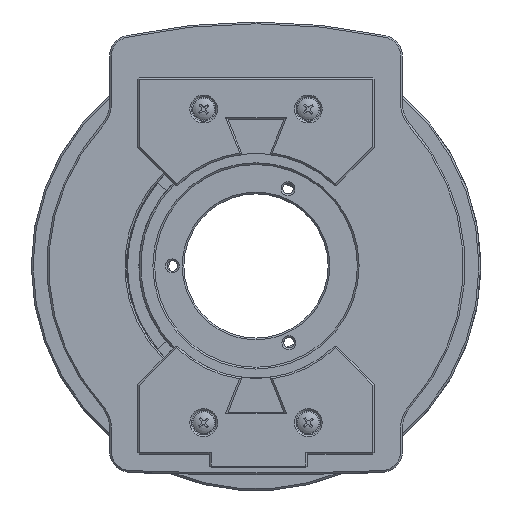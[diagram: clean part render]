
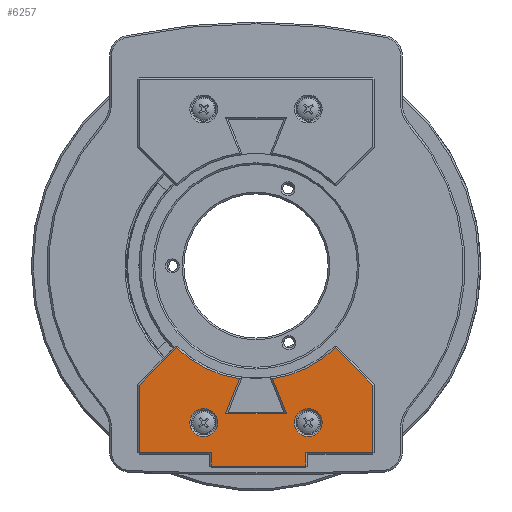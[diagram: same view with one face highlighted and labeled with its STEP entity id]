
A CAD part, top view. The second image highlights one B-rep face of the part: STEP entity #6257.
In plain terms, the highlighted planar face has unit normal (0, 0, 1).
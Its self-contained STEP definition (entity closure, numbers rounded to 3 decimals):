
#328=LINE('',#9678,#752);
#331=LINE('',#9684,#755);
#333=LINE('',#9687,#757);
#335=LINE('',#9690,#759);
#338=LINE('',#9696,#762);
#339=LINE('',#9698,#763);
#342=LINE('',#9718,#766);
#344=LINE('',#9722,#768);
#346=LINE('',#9726,#770);
#348=LINE('',#9737,#772);
#398=LINE('',#9860,#822);
#399=LINE('',#9862,#823);
#752=VECTOR('',#7640,1000.);
#755=VECTOR('',#7645,1000.);
#757=VECTOR('',#7649,1000.);
#759=VECTOR('',#7653,1000.);
#762=VECTOR('',#7658,1000.);
#763=VECTOR('',#7661,1000.);
#766=VECTOR('',#7672,1000.);
#768=VECTOR('',#7676,1000.);
#770=VECTOR('',#7680,1000.);
#772=VECTOR('',#7690,1000.);
#822=VECTOR('',#7812,1000.);
#823=VECTOR('',#7813,1000.);
#1508=ORIENTED_EDGE('',*,*,#3132,.T.);
#1509=ORIENTED_EDGE('',*,*,#3133,.T.);
#1510=ORIENTED_EDGE('',*,*,#3075,.T.);
#1511=ORIENTED_EDGE('',*,*,#3073,.T.);
#1512=ORIENTED_EDGE('',*,*,#3070,.T.);
#1513=ORIENTED_EDGE('',*,*,#3068,.T.);
#1514=ORIENTED_EDGE('',*,*,#3066,.T.);
#1515=ORIENTED_EDGE('',*,*,#3063,.T.);
#1516=ORIENTED_EDGE('',*,*,#3134,.T.);
#1517=ORIENTED_EDGE('',*,*,#3135,.T.);
#1518=ORIENTED_EDGE('',*,*,#3059,.T.);
#1519=ORIENTED_EDGE('',*,*,#3058,.T.);
#1520=ORIENTED_EDGE('',*,*,#3055,.T.);
#1521=ORIENTED_EDGE('',*,*,#3053,.T.);
#1522=ORIENTED_EDGE('',*,*,#3051,.T.);
#1523=ORIENTED_EDGE('',*,*,#3048,.T.);
#3048=EDGE_CURVE('',#3870,#3898,#328,.T.);
#3051=EDGE_CURVE('',#3899,#3870,#331,.T.);
#3053=EDGE_CURVE('',#3867,#3899,#333,.T.);
#3055=EDGE_CURVE('',#3864,#3867,#335,.T.);
#3058=EDGE_CURVE('',#3902,#3864,#338,.T.);
#3059=EDGE_CURVE('',#3903,#3902,#339,.T.);
#3063=EDGE_CURVE('',#3907,#3906,#4441,.T.);
#3066=EDGE_CURVE('',#3908,#3907,#342,.T.);
#3068=EDGE_CURVE('',#3909,#3908,#344,.T.);
#3070=EDGE_CURVE('',#3910,#3909,#346,.T.);
#3073=EDGE_CURVE('',#3874,#3910,#4444,.T.);
#3075=EDGE_CURVE('',#3898,#3874,#348,.T.);
#3132=EDGE_CURVE('',#3942,#3942,#4451,.T.);
#3133=EDGE_CURVE('',#3943,#3943,#4452,.T.);
#3134=EDGE_CURVE('',#3906,#3944,#398,.T.);
#3135=EDGE_CURVE('',#3944,#3903,#399,.T.);
#3864=VERTEX_POINT('',#9566);
#3867=VERTEX_POINT('',#9573);
#3870=VERTEX_POINT('',#9580);
#3874=VERTEX_POINT('',#9590);
#3898=VERTEX_POINT('',#9677);
#3899=VERTEX_POINT('',#9681);
#3902=VERTEX_POINT('',#9694);
#3903=VERTEX_POINT('',#9699);
#3906=VERTEX_POINT('',#9709);
#3907=VERTEX_POINT('',#9711);
#3908=VERTEX_POINT('',#9719);
#3909=VERTEX_POINT('',#9723);
#3910=VERTEX_POINT('',#9727);
#3942=VERTEX_POINT('',#9857);
#3943=VERTEX_POINT('',#9859);
#3944=VERTEX_POINT('',#9861);
#4441=CIRCLE('',#6728,16.375);
#4444=CIRCLE('',#6735,16.375);
#4451=CIRCLE('',#6771,2.);
#4452=CIRCLE('',#6772,2.);
#4876=EDGE_LOOP('',(#1508));
#4877=EDGE_LOOP('',(#1509));
#4878=EDGE_LOOP('',(#1510,#1511,#1512,#1513,#1514,#1515,#1516,#1517,#1518,
#1519,#1520,#1521,#1522,#1523));
#5477=FACE_BOUND('',#4876,.T.);
#5478=FACE_BOUND('',#4877,.T.);
#5479=FACE_BOUND('',#4878,.T.);
#6048=PLANE('',#6770);
#6257=ADVANCED_FACE('',(#5477,#5478,#5479),#6048,.F.);
#6728=AXIS2_PLACEMENT_3D('',#9710,#7666,#7667);
#6735=AXIS2_PLACEMENT_3D('',#9734,#7685,#7686);
#6770=AXIS2_PLACEMENT_3D('',#9855,#7806,#7807);
#6771=AXIS2_PLACEMENT_3D('',#9856,#7808,#7809);
#6772=AXIS2_PLACEMENT_3D('',#9858,#7810,#7811);
#7640=DIRECTION('',(0.,1.,0.));
#7645=DIRECTION('',(1.,0.,0.));
#7649=DIRECTION('',(0.,1.,0.));
#7653=DIRECTION('',(1.,0.,0.));
#7658=DIRECTION('',(0.,-1.,0.));
#7661=DIRECTION('',(1.,0.,0.));
#7666=DIRECTION('',(0.,0.,-1.));
#7667=DIRECTION('',(-1.,0.,0.));
#7672=DIRECTION('',(0.371,0.928,0.));
#7676=DIRECTION('',(-1.,0.,0.));
#7680=DIRECTION('',(0.371,-0.928,0.));
#7685=DIRECTION('',(0.,0.,-1.));
#7686=DIRECTION('',(-1.,0.,0.));
#7690=DIRECTION('',(-0.707,0.707,0.));
#7806=DIRECTION('',(0.,0.,-1.));
#7807=DIRECTION('',(0.,-1.,0.));
#7808=DIRECTION('',(0.,0.,-1.));
#7809=DIRECTION('',(-1.,0.,0.));
#7810=DIRECTION('',(0.,0.,-1.));
#7811=DIRECTION('',(-1.,0.,0.));
#7812=DIRECTION('',(-0.707,-0.707,0.));
#7813=DIRECTION('',(0.,-1.,0.));
#9566=CARTESIAN_POINT('',(-6.454,-28.75,8.9));
#9573=CARTESIAN_POINT('',(7.174,-28.75,8.9));
#9580=CARTESIAN_POINT('',(16.75,-26.75,8.9));
#9590=CARTESIAN_POINT('',(11.401,-11.754,8.9));
#9677=CARTESIAN_POINT('',(16.75,-17.104,8.9));
#9678=CARTESIAN_POINT('',(16.749,100.,8.9));
#9681=CARTESIAN_POINT('',(7.174,-26.75,8.9));
#9684=CARTESIAN_POINT('',(17.,-26.75,8.9));
#9687=CARTESIAN_POINT('',(7.174,100.,8.9));
#9690=CARTESIAN_POINT('',(7.424,-28.75,8.9));
#9694=CARTESIAN_POINT('',(-6.454,-26.75,8.9));
#9696=CARTESIAN_POINT('',(-6.454,-29.,8.9));
#9698=CARTESIAN_POINT('',(-6.704,-26.75,8.9));
#9699=CARTESIAN_POINT('',(-16.75,-26.75,8.9));
#9709=CARTESIAN_POINT('',(-11.401,-11.754,8.9));
#9710=CARTESIAN_POINT('',(0.,0.,8.9));
#9711=CARTESIAN_POINT('',(-2.351,-16.205,8.9));
#9718=CARTESIAN_POINT('',(51.837,119.265,8.9));
#9719=CARTESIAN_POINT('',(-4.369,-21.25,8.9));
#9722=CARTESIAN_POINT('',(100.,-21.25,8.9));
#9723=CARTESIAN_POINT('',(4.369,-21.25,8.9));
#9726=CARTESIAN_POINT('',(-24.251,50.3,8.9));
#9727=CARTESIAN_POINT('',(2.351,-16.205,8.9));
#9734=CARTESIAN_POINT('',(0.,0.,8.9));
#9737=CARTESIAN_POINT('',(11.225,-11.579,8.9));
#9855=CARTESIAN_POINT('',(100.,100.,8.9));
#9856=CARTESIAN_POINT('',(-7.5,-22.5,8.9));
#9857=CARTESIAN_POINT('',(-9.5,-22.5,8.9));
#9858=CARTESIAN_POINT('',(7.5,-22.5,8.9));
#9859=CARTESIAN_POINT('',(5.5,-22.5,8.9));
#9860=CARTESIAN_POINT('',(-16.823,-17.177,8.9));
#9861=CARTESIAN_POINT('',(-16.75,-17.104,8.9));
#9862=CARTESIAN_POINT('',(-16.75,-27.,8.9));
